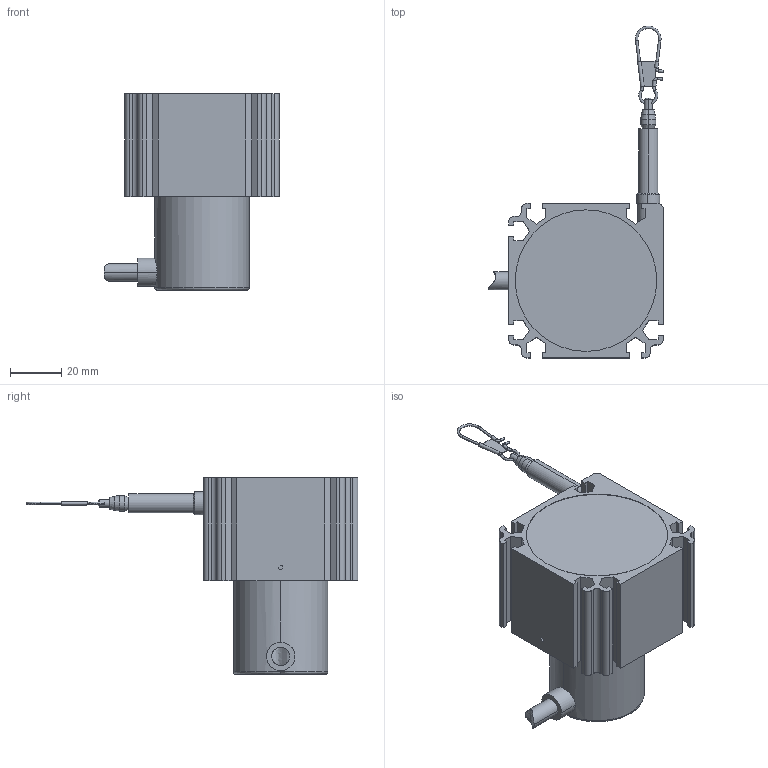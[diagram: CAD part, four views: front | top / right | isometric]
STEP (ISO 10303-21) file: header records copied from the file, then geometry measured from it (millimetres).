
FILE_DESCRIPTION(('Open CASCADE Model'),'2;1');
FILE_NAME('Open CASCADE Shape Model','2021-04-08T10:47:26',('Author'),( 'Open CASCADE'),'Open CASCADE STEP processor 7.4','Open CASCADE 7.4' ,'Unknown');
FILE_SCHEMA(('CONFIG_CONTROL_DESIGN'));
Length unit declared in the file: millimetre
Products named in the file (1): 0000025922 74
Bounding box: 68.27 x 128.99 x 76.5 mm (x, y, z)
Volume: 79944.5 mm3; surface area: 44566.3 mm2
Topology: 1 solids, 5 shells, 279 faces, 727 edges, 464 vertices
Faces by surface type: plane 135, cylinder 89, cone 34, torus 18, sphere 2, extrusion 1
Entity records: 21694 total; most frequent: CARTESIAN_POINT 7360, DIRECTION 2730, VECTOR 1567, LINE 1566, ORIENTED_EDGE 1418, PCURVE 1418, DEFINITIONAL_REPRESENTATION 1418, EDGE_CURVE 709
